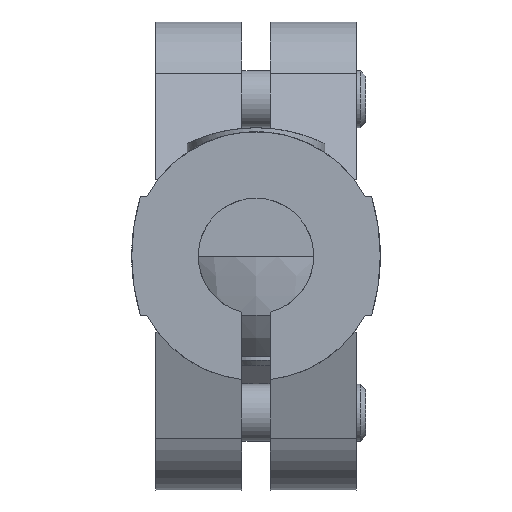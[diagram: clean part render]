
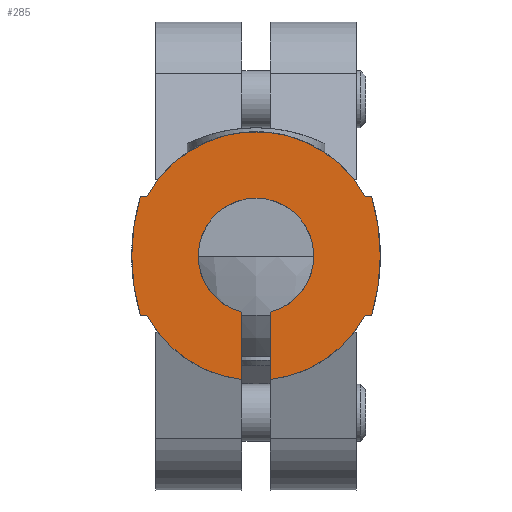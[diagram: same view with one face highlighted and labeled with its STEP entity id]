
A CAD part, left-side view. The second image highlights one B-rep face of the part: STEP entity #285.
In plain terms, the highlighted face is planar.
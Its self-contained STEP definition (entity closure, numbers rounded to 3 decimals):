
#285 = ADVANCED_FACE( '', ( #572 ), #573, .T. );
#572 = FACE_OUTER_BOUND( '', #891, .T. );
#573 = PLANE( '', #892 );
#891 = EDGE_LOOP( '', ( #1469, #1470, #1471, #1472, #1473, #1474, #1475, #1476, #1477, #1478, #1479, #1480 ) );
#892 = AXIS2_PLACEMENT_3D( '', #1481, #1482, #1483 );
#1469 = ORIENTED_EDGE( '', *, *, #1894, .F. );
#1470 = ORIENTED_EDGE( '', *, *, #1790, .T. );
#1471 = ORIENTED_EDGE( '', *, *, #1980, .T. );
#1472 = ORIENTED_EDGE( '', *, *, #1981, .T. );
#1473 = ORIENTED_EDGE( '', *, *, #1976, .T. );
#1474 = ORIENTED_EDGE( '', *, *, #1957, .T. );
#1475 = ORIENTED_EDGE( '', *, *, #1974, .T. );
#1476 = ORIENTED_EDGE( '', *, *, #1926, .T. );
#1477 = ORIENTED_EDGE( '', *, *, #1982, .T. );
#1478 = ORIENTED_EDGE( '', *, *, #1878, .T. );
#1479 = ORIENTED_EDGE( '', *, *, #1953, .F. );
#1480 = ORIENTED_EDGE( '', *, *, #1983, .F. );
#1481 = CARTESIAN_POINT( '', ( 0., 0., 0. ) );
#1482 = DIRECTION( '', ( 1., 0., 0. ) );
#1483 = DIRECTION( '', ( 0., 0., -1. ) );
#1790 = EDGE_CURVE( '', #2113, #2111, #2114, .T. );
#1878 = EDGE_CURVE( '', #2259, #2257, #2260, .T. );
#1894 = EDGE_CURVE( '', #2113, #2284, #2285, .T. );
#1926 = EDGE_CURVE( '', #2330, #2328, #2331, .T. );
#1953 = EDGE_CURVE( '', #2365, #2257, #2367, .T. );
#1957 = EDGE_CURVE( '', #2373, #2371, #2374, .T. );
#1974 = EDGE_CURVE( '', #2371, #2330, #2393, .T. );
#1976 = EDGE_CURVE( '', #2395, #2373, #2396, .T. );
#1980 = EDGE_CURVE( '', #2111, #2400, #2401, .T. );
#1981 = EDGE_CURVE( '', #2400, #2395, #2402, .T. );
#1982 = EDGE_CURVE( '', #2328, #2259, #2403, .T. );
#1983 = EDGE_CURVE( '', #2284, #2365, #2404, .T. );
#2111 = VERTEX_POINT( '', #2563 );
#2113 = VERTEX_POINT( '', #2566 );
#2114 = CIRCLE( '', #2567, 13. );
#2257 = VERTEX_POINT( '', #2926 );
#2259 = VERTEX_POINT( '', #2929 );
#2260 = CIRCLE( '', #2930, 13. );
#2284 = VERTEX_POINT( '', #2962 );
#2285 = LINE( '', #2963, #2964 );
#2328 = VERTEX_POINT( '', #3053 );
#2330 = VERTEX_POINT( '', #3056 );
#2331 = CIRCLE( '', #3057, 21.5 );
#2365 = VERTEX_POINT( '', #3107 );
#2367 = LINE( '', #3110, #3111 );
#2371 = VERTEX_POINT( '', #3115 );
#2373 = VERTEX_POINT( '', #3118 );
#2374 = CIRCLE( '', #3119, 13. );
#2393 = LINE( '', #3146, #3147 );
#2395 = VERTEX_POINT( '', #3149 );
#2396 = LINE( '', #3150, #3151 );
#2400 = VERTEX_POINT( '', #3156 );
#2401 = LINE( '', #3157, #3158 );
#2402 = CIRCLE( '', #3159, 21.5 );
#2403 = LINE( '', #3160, #3161 );
#2404 = CIRCLE( '', #3162, 6.05 );
#2563 = CARTESIAN_POINT( '', ( 0., -11.426, 6.2 ) );
#2566 = CARTESIAN_POINT( '', ( 0., -1.5, 12.913 ) );
#2567 = AXIS2_PLACEMENT_3D( '', #3300, #3301, #3302 );
#2926 = CARTESIAN_POINT( '', ( 0., 1.5, 12.913 ) );
#2929 = CARTESIAN_POINT( '', ( 0., 11.426, 6.2 ) );
#2930 = AXIS2_PLACEMENT_3D( '', #3414, #3415, #3416 );
#2962 = CARTESIAN_POINT( '', ( 0., -1.5, 5.861 ) );
#2963 = CARTESIAN_POINT( '', ( 0., -1.5, 26. ) );
#2964 = VECTOR( '', #3437, 1000. );
#3053 = CARTESIAN_POINT( '', ( 0., 12.087, 6.2 ) );
#3056 = CARTESIAN_POINT( '', ( 0., 12.087, -6.2 ) );
#3057 = AXIS2_PLACEMENT_3D( '', #3462, #3463, #3464 );
#3107 = CARTESIAN_POINT( '', ( 0., 1.5, 5.861 ) );
#3110 = CARTESIAN_POINT( '', ( 0., 1.5, 1. ) );
#3111 = VECTOR( '', #3491, 1000. );
#3115 = CARTESIAN_POINT( '', ( 0., 11.426, -6.2 ) );
#3118 = CARTESIAN_POINT( '', ( 0., -11.426, -6.2 ) );
#3119 = AXIS2_PLACEMENT_3D( '', #3496, #3497, #3498 );
#3146 = CARTESIAN_POINT( '', ( 0., 11.426, -6.2 ) );
#3147 = VECTOR( '', #3510, 1000. );
#3149 = CARTESIAN_POINT( '', ( 0., -12.087, -6.2 ) );
#3150 = CARTESIAN_POINT( '', ( 0., -12.087, -6.2 ) );
#3151 = VECTOR( '', #3514, 1000. );
#3156 = CARTESIAN_POINT( '', ( 0., -12.087, 6.2 ) );
#3157 = CARTESIAN_POINT( '', ( 0., -11.426, 6.2 ) );
#3158 = VECTOR( '', #3516, 1000. );
#3159 = AXIS2_PLACEMENT_3D( '', #3517, #3518, #3519 );
#3160 = CARTESIAN_POINT( '', ( 0., 12.087, 6.2 ) );
#3161 = VECTOR( '', #3520, 1000. );
#3162 = AXIS2_PLACEMENT_3D( '', #3521, #3522, #3523 );
#3300 = CARTESIAN_POINT( '', ( 0., 0., 0. ) );
#3301 = DIRECTION( '', ( 1., 0., 0. ) );
#3302 = DIRECTION( '', ( 0., 0., -1. ) );
#3414 = CARTESIAN_POINT( '', ( 0., 0., 0. ) );
#3415 = DIRECTION( '', ( 1., 0., 0. ) );
#3416 = DIRECTION( '', ( 0., 0., -1. ) );
#3437 = DIRECTION( '', ( 0., 0., -1. ) );
#3462 = CARTESIAN_POINT( '', ( 0., -8.5, 0. ) );
#3463 = DIRECTION( '', ( 1., 0., 0. ) );
#3464 = DIRECTION( '', ( 0., 0., -1. ) );
#3491 = DIRECTION( '', ( 0., 0., 1. ) );
#3496 = CARTESIAN_POINT( '', ( 0., 0., 0. ) );
#3497 = DIRECTION( '', ( 1., 0., 0. ) );
#3498 = DIRECTION( '', ( 0., 0., -1. ) );
#3510 = DIRECTION( '', ( 0., 1., 0. ) );
#3514 = DIRECTION( '', ( 0., 1., 0. ) );
#3516 = DIRECTION( '', ( 0., -1., 0. ) );
#3517 = CARTESIAN_POINT( '', ( 0., 8.5, 0. ) );
#3518 = DIRECTION( '', ( 1., 0., 0. ) );
#3519 = DIRECTION( '', ( 0., 0., -1. ) );
#3520 = DIRECTION( '', ( 0., -1., 0. ) );
#3521 = CARTESIAN_POINT( '', ( 0., 0., 0. ) );
#3522 = DIRECTION( '', ( 1., 0., 0. ) );
#3523 = DIRECTION( '', ( 0., 0., -1. ) );
